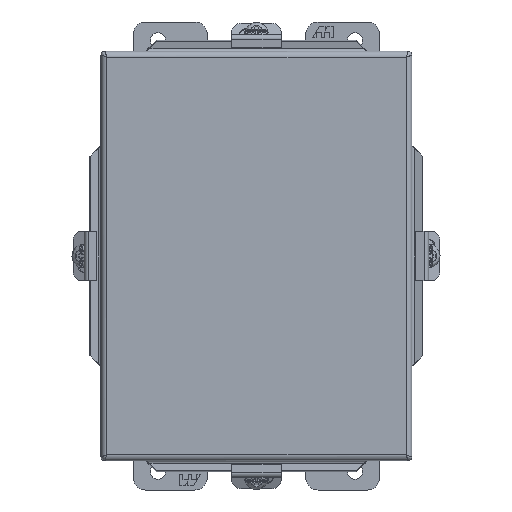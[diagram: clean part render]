
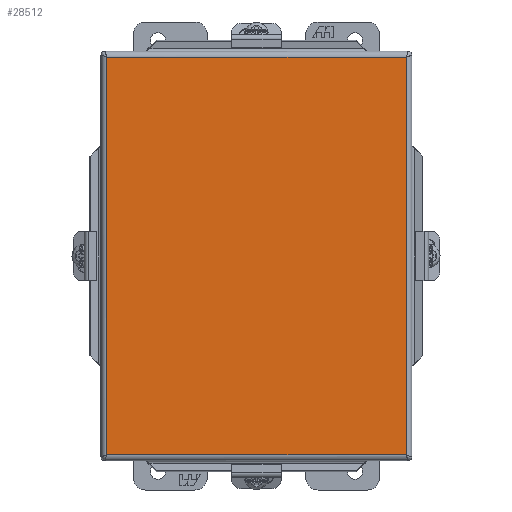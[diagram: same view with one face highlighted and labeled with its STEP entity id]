
A CAD part, front view. The second image highlights one B-rep face of the part: STEP entity #28512.
In plain terms, the highlighted planar face has unit normal (0, -1, 0).
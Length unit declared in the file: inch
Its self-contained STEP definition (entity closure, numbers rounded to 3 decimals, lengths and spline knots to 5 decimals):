
#348 = CARTESIAN_POINT ( 'NONE',  ( 3.15591, -3.70591, -4.0378 ) ) ;
#975 = ORIENTED_EDGE ( 'NONE', *, *, #23247, .T. ) ;
#1091 = DIRECTION ( 'NONE',  ( 0., 0., -1. ) ) ;
#2007 = LINE ( 'NONE', #348, #22122 ) ;
#2639 = CARTESIAN_POINT ( 'NONE',  ( 3.0378, -3.70591, -4.0378 ) ) ;
#3241 = DIRECTION ( 'NONE',  ( 1., 0., 0. ) ) ;
#6532 = LINE ( 'NONE', #35914, #18340 ) ;
#7142 = CARTESIAN_POINT ( 'NONE',  ( -3.0378, -3.70591, -4.0378 ) ) ;
#7398 = VERTEX_POINT ( 'NONE', #23017 ) ;
#7477 = EDGE_CURVE ( 'NONE', #16349, #23560, #22186, .T. ) ;
#8760 = VECTOR ( 'NONE', #33557, 39.37008 ) ;
#8979 = PLANE ( 'NONE',  #13671 ) ;
#9817 = EDGE_CURVE ( 'NONE', #28409, #7398, #6532, .T. ) ;
#12493 = ORIENTED_EDGE ( 'NONE', *, *, #9817, .T. ) ;
#13651 = ORIENTED_EDGE ( 'NONE', *, *, #7477, .T. ) ;
#13671 = AXIS2_PLACEMENT_3D ( 'NONE', #25449, #20237, #34030 ) ;
#16233 = LINE ( 'NONE', #22154, #8760 ) ;
#16349 = VERTEX_POINT ( 'NONE', #26163 ) ;
#18340 = VECTOR ( 'NONE', #19217, 39.37008 ) ;
#19095 = EDGE_LOOP ( 'NONE', ( #13651, #34582, #12493, #975 ) ) ;
#19217 = DIRECTION ( 'NONE',  ( 0., 0., 1. ) ) ;
#20237 = DIRECTION ( 'NONE',  ( 0., -1., 0. ) ) ;
#22122 = VECTOR ( 'NONE', #3241, 39.37008 ) ;
#22154 = CARTESIAN_POINT ( 'NONE',  ( -3.15591, -3.70591, 4.0378 ) ) ;
#22186 = LINE ( 'NONE', #28937, #36191 ) ;
#23017 = CARTESIAN_POINT ( 'NONE',  ( 3.0378, -3.70591, 4.0378 ) ) ;
#23247 = EDGE_CURVE ( 'NONE', #7398, #16349, #16233, .T. ) ;
#23560 = VERTEX_POINT ( 'NONE', #7142 ) ;
#25449 = CARTESIAN_POINT ( 'NONE',  ( 0., -3.70591, 0. ) ) ;
#26163 = CARTESIAN_POINT ( 'NONE',  ( -3.0378, -3.70591, 4.0378 ) ) ;
#28409 = VERTEX_POINT ( 'NONE', #2639 ) ;
#28512 = ADVANCED_FACE ( 'NONE', ( #31640 ), #8979, .T. ) ;
#28937 = CARTESIAN_POINT ( 'NONE',  ( -3.0378, -3.70591, -4.15591 ) ) ;
#31640 = FACE_OUTER_BOUND ( 'NONE', #19095, .T. ) ;
#33557 = DIRECTION ( 'NONE',  ( -1., 0., 0. ) ) ;
#34030 = DIRECTION ( 'NONE',  ( 0., 0., -1. ) ) ;
#34582 = ORIENTED_EDGE ( 'NONE', *, *, #36141, .T. ) ;
#35914 = CARTESIAN_POINT ( 'NONE',  ( 3.0378, -3.70591, 4.15591 ) ) ;
#36141 = EDGE_CURVE ( 'NONE', #23560, #28409, #2007, .T. ) ;
#36191 = VECTOR ( 'NONE', #1091, 39.37008 ) ;
